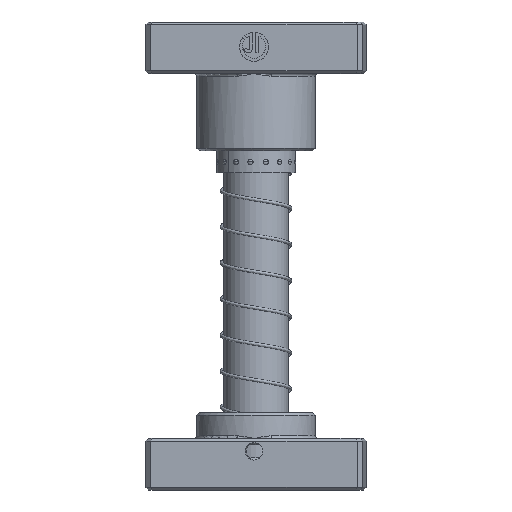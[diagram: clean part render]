
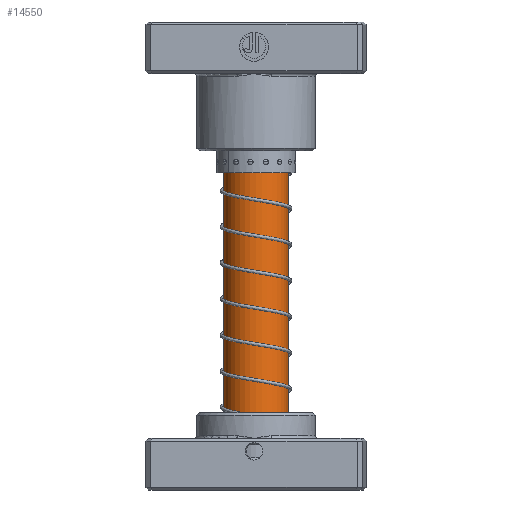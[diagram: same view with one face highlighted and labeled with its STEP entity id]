
A CAD part, front view. The second image highlights one B-rep face of the part: STEP entity #14550.
In plain terms, the highlighted cylindrical face has radius 12.5 mm (diameter 25 mm), a partial arc.
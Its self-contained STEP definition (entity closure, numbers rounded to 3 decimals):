
#4668 = VERTEX_POINT ( 'NONE', #44030 ) ;
#7155 = VERTEX_POINT ( 'NONE', #43949 ) ;
#8553 = CARTESIAN_POINT ( 'NONE',  ( -12.5, 0., 150. ) ) ;
#9909 = VECTOR ( 'NONE', #29065, 1000. ) ;
#10977 = EDGE_LOOP ( 'NONE', ( #37132, #22197, #18930, #40957 ) ) ;
#11363 = DIRECTION ( 'NONE',  ( 0., 0., -1. ) ) ;
#14412 = EDGE_CURVE ( 'NONE', #4668, #7155, #38744, .T. ) ;
#14550 = ADVANCED_FACE ( 'NONE', ( #25320 ), #24264, .T. ) ;
#14885 = CARTESIAN_POINT ( 'NONE',  ( 0., 0., 147.5 ) ) ;
#15500 = CIRCLE ( 'NONE', #27195, 12.5 ) ;
#17305 = EDGE_CURVE ( 'NONE', #42236, #20687, #28237, .T. ) ;
#18031 = AXIS2_PLACEMENT_3D ( 'NONE', #14885, #38899, #18348 ) ;
#18348 = DIRECTION ( 'NONE',  ( 1., 0., 0. ) ) ;
#18930 = ORIENTED_EDGE ( 'NONE', *, *, #17305, .T. ) ;
#20485 = VECTOR ( 'NONE', #33030, 1000. ) ;
#20687 = VERTEX_POINT ( 'NONE', #31004 ) ;
#22197 = ORIENTED_EDGE ( 'NONE', *, *, #44305, .T. ) ;
#24264 = CYLINDRICAL_SURFACE ( 'NONE', #25557, 12.5 ) ;
#24740 = CIRCLE ( 'NONE', #18031, 12.5 ) ;
#25320 = FACE_OUTER_BOUND ( 'NONE', #10977, .T. ) ;
#25557 = AXIS2_PLACEMENT_3D ( 'NONE', #40652, #33765, #43343 ) ;
#26112 = CARTESIAN_POINT ( 'NONE',  ( 12.5, 0., 150. ) ) ;
#27195 = AXIS2_PLACEMENT_3D ( 'NONE', #32053, #11363, #35467 ) ;
#28237 = LINE ( 'NONE', #8553, #9909 ) ;
#29065 = DIRECTION ( 'NONE',  ( 0., 0., -1. ) ) ;
#31004 = CARTESIAN_POINT ( 'NONE',  ( -12.5, 0., 19. ) ) ;
#32053 = CARTESIAN_POINT ( 'NONE',  ( 0., 0., 19. ) ) ;
#32311 = EDGE_CURVE ( 'NONE', #7155, #20687, #15500, .T. ) ;
#33030 = DIRECTION ( 'NONE',  ( 0., 0., -1. ) ) ;
#33765 = DIRECTION ( 'NONE',  ( 0., 0., -1. ) ) ;
#34686 = CARTESIAN_POINT ( 'NONE',  ( -12.5, 0., 147.5 ) ) ;
#35467 = DIRECTION ( 'NONE',  ( -1., 0., 0. ) ) ;
#37132 = ORIENTED_EDGE ( 'NONE', *, *, #14412, .F. ) ;
#38744 = LINE ( 'NONE', #26112, #20485 ) ;
#38899 = DIRECTION ( 'NONE',  ( 0., 0., -1. ) ) ;
#40652 = CARTESIAN_POINT ( 'NONE',  ( 0., 0., 150. ) ) ;
#40957 = ORIENTED_EDGE ( 'NONE', *, *, #32311, .F. ) ;
#42236 = VERTEX_POINT ( 'NONE', #34686 ) ;
#43343 = DIRECTION ( 'NONE',  ( -1., 0., 0. ) ) ;
#43949 = CARTESIAN_POINT ( 'NONE',  ( 12.5, 0., 19. ) ) ;
#44030 = CARTESIAN_POINT ( 'NONE',  ( 12.5, 0., 147.5 ) ) ;
#44305 = EDGE_CURVE ( 'NONE', #4668, #42236, #24740, .T. ) ;
